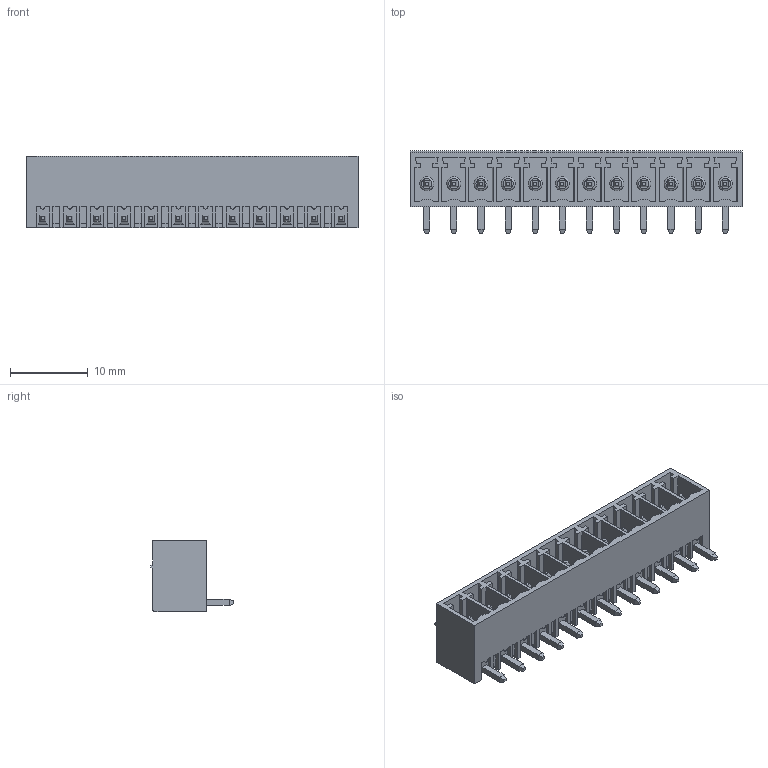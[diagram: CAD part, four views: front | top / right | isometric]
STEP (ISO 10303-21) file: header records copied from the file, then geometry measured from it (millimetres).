
FILE_DESCRIPTION( ( 'STEP AP214' ), '1' );
FILE_NAME( 'PV12-3.5-H-P.stp', ' ', ( ' ' ), ( ' ' ), 'PSStep 14.0', 'VISI 19.0', ' ' );
FILE_SCHEMA( ( 'AUTOMOTIVE_DESIGN { 1 0 10303 214 1 1 1 1 }' ) );
Length unit declared in the file: millimetre
Products named in the file (1): 1
Bounding box: 42.8 x 10.65 x 9.2 mm (x, y, z)
Volume: 1454.5 mm3; surface area: 3693.3 mm2
Topology: 1 solids, 1 shells, 701 faces, 1845 edges, 1182 vertices
Faces by surface type: plane 652, cylinder 37, torus 12
Full cylindrical faces by diameter (mm): 1.8 x12
Entity records: 26450 total; most frequent: CARTESIAN_POINT 3681, ORIENTED_EDGE 3618, DIRECTION 3299, EDGE_CURVE 1809, LINE 1723, VECTOR 1723, VERTEX_POINT 1170, AXIS2_PLACEMENT_3D 788
